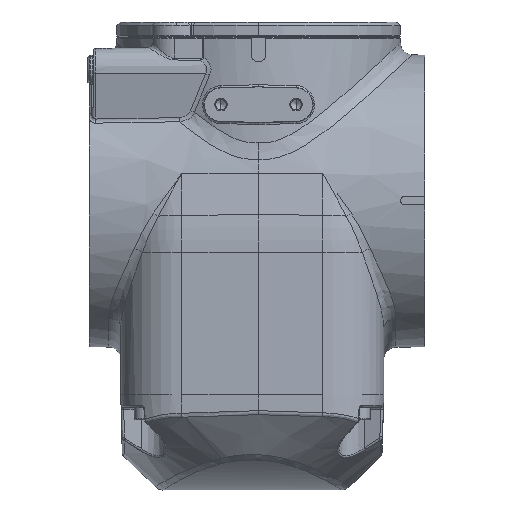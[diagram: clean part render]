
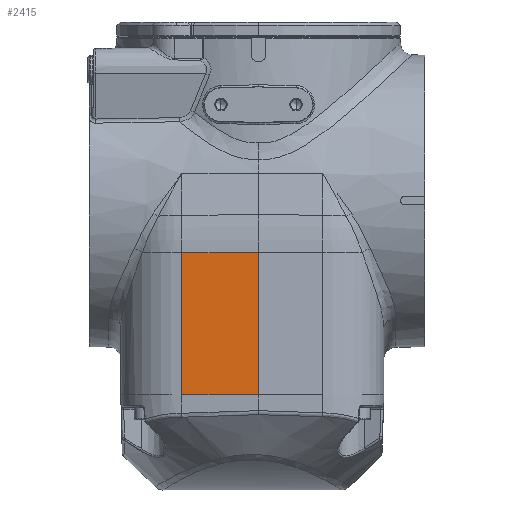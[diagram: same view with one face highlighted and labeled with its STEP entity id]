
A CAD part, top view. The second image highlights one B-rep face of the part: STEP entity #2415.
In plain terms, the highlighted planar face has unit normal (-0.026, 0, 1).
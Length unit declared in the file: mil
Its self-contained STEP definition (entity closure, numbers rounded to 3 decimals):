
#249 = CARTESIAN_POINT ( 'NONE',  ( 0., 6794.018, 16259.843 ) ) ;
#1920 = CARTESIAN_POINT ( 'NONE',  ( -724.12, 5452.362, 16240.881 ) ) ;
#2415 = ADVANCED_FACE ( 'NONE', ( #15795 ), #23429, .T. ) ;
#3465 = EDGE_CURVE ( 'NONE', #10605, #21321, #4380, .T. ) ;
#4375 = DIRECTION ( 'NONE',  ( 0., 1., 0. ) ) ;
#4380 = LINE ( 'NONE', #6134, #6764 ) ;
#6134 = CARTESIAN_POINT ( 'NONE',  ( -724.12, 5452.362, 16240.881 ) ) ;
#6247 = CARTESIAN_POINT ( 'NONE',  ( -724.12, 5452.362, 16240.881 ) ) ;
#6277 = DIRECTION ( 'NONE',  ( -1., 0., -0.026 ) ) ;
#6764 = VECTOR ( 'NONE', #19668, 39370.079 ) ;
#6804 = ORIENTED_EDGE ( 'NONE', *, *, #10676, .T. ) ;
#6831 = EDGE_LOOP ( 'NONE', ( #6804, #18601, #14404, #17844 ) ) ;
#7868 = EDGE_CURVE ( 'NONE', #10605, #18944, #19080, .T. ) ;
#10605 = VERTEX_POINT ( 'NONE', #24278 ) ;
#10676 = EDGE_CURVE ( 'NONE', #18944, #13896, #17005, .T. ) ;
#13005 = VECTOR ( 'NONE', #22999, 39370.079 ) ;
#13377 = EDGE_CURVE ( 'NONE', #13896, #21321, #21324, .T. ) ;
#13896 = VERTEX_POINT ( 'NONE', #249 ) ;
#14404 = ORIENTED_EDGE ( 'NONE', *, *, #3465, .F. ) ;
#15443 = CARTESIAN_POINT ( 'NONE',  ( 0., 6794.018, 16259.843 ) ) ;
#15795 = FACE_OUTER_BOUND ( 'NONE', #6831, .T. ) ;
#16352 = CARTESIAN_POINT ( 'NONE',  ( 0., 5452.362, 16259.843 ) ) ;
#17005 = LINE ( 'NONE', #24654, #13005 ) ;
#17844 = ORIENTED_EDGE ( 'NONE', *, *, #7868, .T. ) ;
#18601 = ORIENTED_EDGE ( 'NONE', *, *, #13377, .T. ) ;
#18944 = VERTEX_POINT ( 'NONE', #16352 ) ;
#18947 = CARTESIAN_POINT ( 'NONE',  ( -724.12, 6794.018, 16240.881 ) ) ;
#19080 = LINE ( 'NONE', #1920, #20209 ) ;
#19668 = DIRECTION ( 'NONE',  ( 0., 1., 0. ) ) ;
#20209 = VECTOR ( 'NONE', #23235, 39370.079 ) ;
#20302 = VECTOR ( 'NONE', #6277, 39370.079 ) ;
#21321 = VERTEX_POINT ( 'NONE', #18947 ) ;
#21324 = LINE ( 'NONE', #15443, #20302 ) ;
#21546 = DIRECTION ( 'NONE',  ( -0.026, 0., 1. ) ) ;
#22999 = DIRECTION ( 'NONE',  ( 0., 1., 0. ) ) ;
#23169 = AXIS2_PLACEMENT_3D ( 'NONE', #6247, #21546, #4375 ) ;
#23235 = DIRECTION ( 'NONE',  ( 1., 0., 0.026 ) ) ;
#23429 = PLANE ( 'NONE',  #23169 ) ;
#24278 = CARTESIAN_POINT ( 'NONE',  ( -724.12, 5452.362, 16240.881 ) ) ;
#24654 = CARTESIAN_POINT ( 'NONE',  ( 0., 5452.362, 16259.843 ) ) ;
